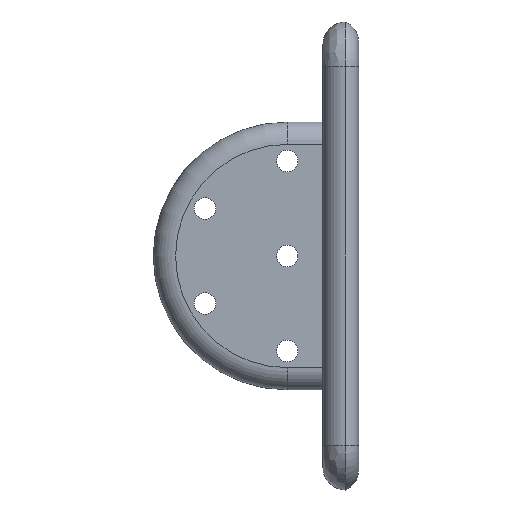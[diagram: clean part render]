
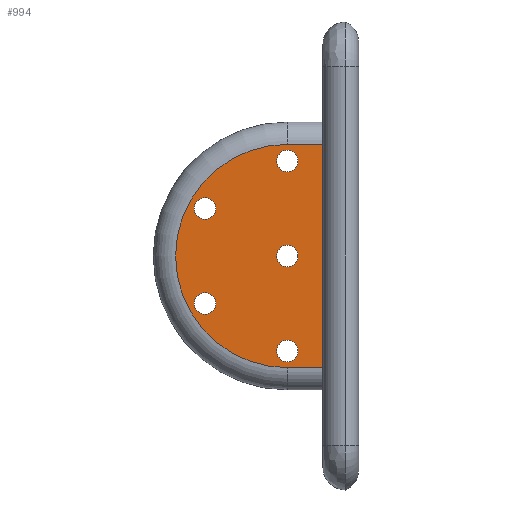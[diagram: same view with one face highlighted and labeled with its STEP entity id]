
A CAD part, left-side view. The second image highlights one B-rep face of the part: STEP entity #994.
In plain terms, the highlighted planar face has unit normal (-1, 0, 0).
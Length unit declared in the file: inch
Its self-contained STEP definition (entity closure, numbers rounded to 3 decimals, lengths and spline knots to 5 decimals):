
#17=FACE_BOUND('',#128,.T.);
#18=FACE_BOUND('',#129,.T.);
#19=FACE_BOUND('',#130,.T.);
#20=FACE_BOUND('',#131,.T.);
#21=FACE_BOUND('',#132,.T.);
#46=PLANE('',#1075);
#72=FACE_OUTER_BOUND('',#127,.T.);
#127=EDGE_LOOP('',(#685,#686,#687,#688));
#128=EDGE_LOOP('',(#689));
#129=EDGE_LOOP('',(#690));
#130=EDGE_LOOP('',(#691));
#131=EDGE_LOOP('',(#692));
#132=EDGE_LOOP('',(#693));
#208=LINE('',#1511,#285);
#211=LINE('',#1526,#288);
#212=LINE('',#1528,#289);
#285=VECTOR('',#1192,0.3937);
#288=VECTOR('',#1209,0.3937);
#289=VECTOR('',#1212,0.3937);
#366=CIRCLE('',#1072,0.625);
#368=CIRCLE('',#1076,0.06);
#369=CIRCLE('',#1077,0.06);
#370=CIRCLE('',#1078,0.06);
#371=CIRCLE('',#1079,0.06);
#372=CIRCLE('',#1080,0.06);
#430=VERTEX_POINT('',#1508);
#431=VERTEX_POINT('',#1510);
#433=VERTEX_POINT('',#1516);
#436=VERTEX_POINT('',#1523);
#437=VERTEX_POINT('',#1529);
#438=VERTEX_POINT('',#1531);
#439=VERTEX_POINT('',#1533);
#440=VERTEX_POINT('',#1535);
#441=VERTEX_POINT('',#1537);
#530=EDGE_CURVE('',#430,#431,#208,.T.);
#535=EDGE_CURVE('',#431,#433,#366,.T.);
#538=EDGE_CURVE('',#433,#436,#211,.T.);
#539=EDGE_CURVE('',#436,#430,#212,.T.);
#540=EDGE_CURVE('',#437,#437,#368,.T.);
#541=EDGE_CURVE('',#438,#438,#369,.T.);
#542=EDGE_CURVE('',#439,#439,#370,.T.);
#543=EDGE_CURVE('',#440,#440,#371,.T.);
#544=EDGE_CURVE('',#441,#441,#372,.T.);
#685=ORIENTED_EDGE('',*,*,#538,.F.);
#686=ORIENTED_EDGE('',*,*,#535,.F.);
#687=ORIENTED_EDGE('',*,*,#530,.F.);
#688=ORIENTED_EDGE('',*,*,#539,.F.);
#689=ORIENTED_EDGE('',*,*,#540,.T.);
#690=ORIENTED_EDGE('',*,*,#541,.T.);
#691=ORIENTED_EDGE('',*,*,#542,.T.);
#692=ORIENTED_EDGE('',*,*,#543,.T.);
#693=ORIENTED_EDGE('',*,*,#544,.T.);
#994=ADVANCED_FACE('',(#72,#17,#18,#19,#20,#21),#46,.F.);
#1072=AXIS2_PLACEMENT_3D('',#1520,#1202,#1203);
#1075=AXIS2_PLACEMENT_3D('',#1527,#1210,#1211);
#1076=AXIS2_PLACEMENT_3D('',#1530,#1213,#1214);
#1077=AXIS2_PLACEMENT_3D('',#1532,#1215,#1216);
#1078=AXIS2_PLACEMENT_3D('',#1534,#1217,#1218);
#1079=AXIS2_PLACEMENT_3D('',#1536,#1219,#1220);
#1080=AXIS2_PLACEMENT_3D('',#1538,#1221,#1222);
#1192=DIRECTION('',(0.,1.,0.));
#1202=DIRECTION('center_axis',(1.,0.,0.));
#1203=DIRECTION('ref_axis',(0.,1.,0.));
#1209=DIRECTION('',(0.,-1.,0.));
#1210=DIRECTION('center_axis',(1.,0.,0.));
#1211=DIRECTION('ref_axis',(0.,0.,-1.));
#1212=DIRECTION('',(0.,0.,-1.));
#1213=DIRECTION('center_axis',(1.,0.,0.));
#1214=DIRECTION('ref_axis',(0.,0.,1.));
#1215=DIRECTION('center_axis',(1.,0.,0.));
#1216=DIRECTION('ref_axis',(0.,0.,1.));
#1217=DIRECTION('center_axis',(1.,0.,0.));
#1218=DIRECTION('ref_axis',(0.,0.,1.));
#1219=DIRECTION('center_axis',(1.,0.,0.));
#1220=DIRECTION('ref_axis',(0.,0.,1.));
#1221=DIRECTION('center_axis',(1.,0.,0.));
#1222=DIRECTION('ref_axis',(0.,0.,1.));
#1508=CARTESIAN_POINT('',(0.,0.2,-1.935));
#1510=CARTESIAN_POINT('',(0.,0.40001,-1.935));
#1511=CARTESIAN_POINT('',(0.,0.05,-1.935));
#1516=CARTESIAN_POINT('',(0.,0.40001,-0.685));
#1520=CARTESIAN_POINT('Origin',(0.,0.40001,-1.31));
#1523=CARTESIAN_POINT('',(0.,0.2,-0.685));
#1526=CARTESIAN_POINT('',(0.,0.15,-0.685));
#1527=CARTESIAN_POINT('Origin',(0.,0.1,-1.31));
#1528=CARTESIAN_POINT('',(0.,0.2,-2.62));
#1529=CARTESIAN_POINT('',(0.,0.8603,-1.63575));
#1530=CARTESIAN_POINT('Origin',(0.,0.8603,-1.57575));
#1531=CARTESIAN_POINT('',(0.,0.8603,-1.10425));
#1532=CARTESIAN_POINT('Origin',(0.,0.8603,-1.04425));
#1533=CARTESIAN_POINT('',(0.,0.40001,-1.9015));
#1534=CARTESIAN_POINT('Origin',(0.,0.40001,-1.8415));
#1535=CARTESIAN_POINT('',(0.,0.40001,-0.8385));
#1536=CARTESIAN_POINT('Origin',(0.,0.40001,-0.7785));
#1537=CARTESIAN_POINT('',(0.,0.40001,-1.37));
#1538=CARTESIAN_POINT('Origin',(0.,0.40001,-1.31));
